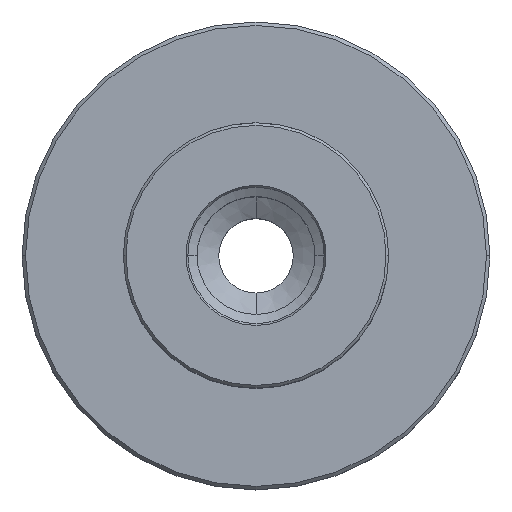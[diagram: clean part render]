
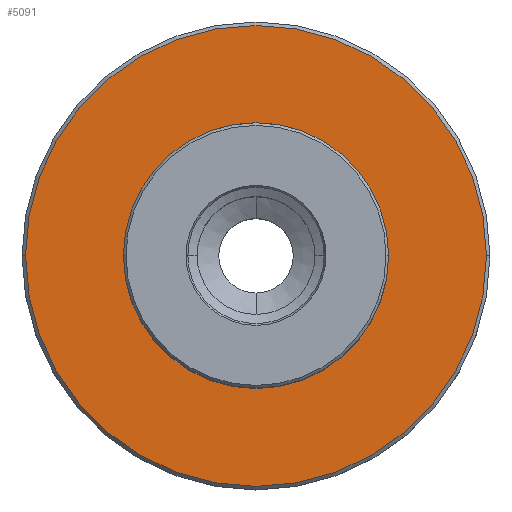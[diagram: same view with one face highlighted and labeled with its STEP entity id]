
A CAD part, top view. The second image highlights one B-rep face of the part: STEP entity #5091.
In plain terms, the highlighted planar face has unit normal (0, 0, 1).
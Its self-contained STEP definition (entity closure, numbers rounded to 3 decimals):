
#2135=EDGE_CURVE('NONE',#4935,#2975,#5648,.T.);
#2975=VERTEX_POINT('NONE',#6588);
#3353=EDGE_CURVE('NONE',#2975,#4935,#7006,.T.);
#3683=EDGE_CURVE('NONE',#4903,#3747,#7367,.T.);
#3747=VERTEX_POINT('NONE',#7439);
#4417=EDGE_CURVE('NONE',#3747,#4903,#8171,.T.);
#4903=VERTEX_POINT('NONE',#8715);
#4935=VERTEX_POINT('NONE',#8751);
#5091=ADVANCED_FACE('NONE',(#8923,#8924),#8925,.F.);
#5648=CIRCLE('',#10278,17.8);
#6588=CARTESIAN_POINT('',(-17.8,0.,0.0));
#7006=CIRCLE('',#13922,17.8);
#7367=CIRCLE('',#14873,31.275);
#7439=CARTESIAN_POINT('',(31.275,0.,0.0));
#8171=CIRCLE('',#17115,31.275);
#8715=CARTESIAN_POINT('',(-31.275,0.,0.0));
#8751=CARTESIAN_POINT('',(17.8,0.,0.0));
#8923=FACE_OUTER_BOUND('',#19187,.T.);
#8924=FACE_BOUND('',#19188,.T.);
#8925=PLANE('',#19189);
#10278=AXIS2_PLACEMENT_3D('',#19940,#19941,#19942);
#13922=AXIS2_PLACEMENT_3D('',#21394,#21395,#21396);
#14873=AXIS2_PLACEMENT_3D('',#21720,#21721,#21722);
#17115=AXIS2_PLACEMENT_3D('',#22472,#22473,#22474);
#19187=EDGE_LOOP('',(#23265,#23266));
#19188=EDGE_LOOP('',(#23267,#23268));
#19189=AXIS2_PLACEMENT_3D('',#23269,#23270,#23271);
#19940=CARTESIAN_POINT('',(0.0,0.0,0.0));
#19941=DIRECTION('',(0.0,0.0,-1.0));
#19942=DIRECTION('',(0.0,1.0,0.0));
#21394=CARTESIAN_POINT('',(0.0,0.0,0.0));
#21395=DIRECTION('',(0.0,0.0,-1.0));
#21396=DIRECTION('',(0.0,1.0,0.0));
#21720=CARTESIAN_POINT('',(0.0,0.0,0.0));
#21721=DIRECTION('',(0.0,0.0,-1.0));
#21722=DIRECTION('',(0.0,1.0,0.0));
#22472=CARTESIAN_POINT('',(0.0,0.0,0.0));
#22473=DIRECTION('',(0.0,0.0,-1.0));
#22474=DIRECTION('',(0.0,1.0,0.0));
#23265=ORIENTED_EDGE('',*,*,#3683,.F.);
#23266=ORIENTED_EDGE('',*,*,#4417,.F.);
#23267=ORIENTED_EDGE('',*,*,#2135,.T.);
#23268=ORIENTED_EDGE('',*,*,#3353,.T.);
#23269=CARTESIAN_POINT('',(0.0,0.0,0.0));
#23270=DIRECTION('',(0.0,0.0,-1.0));
#23271=DIRECTION('',(-1.0,0.0,0.0));
